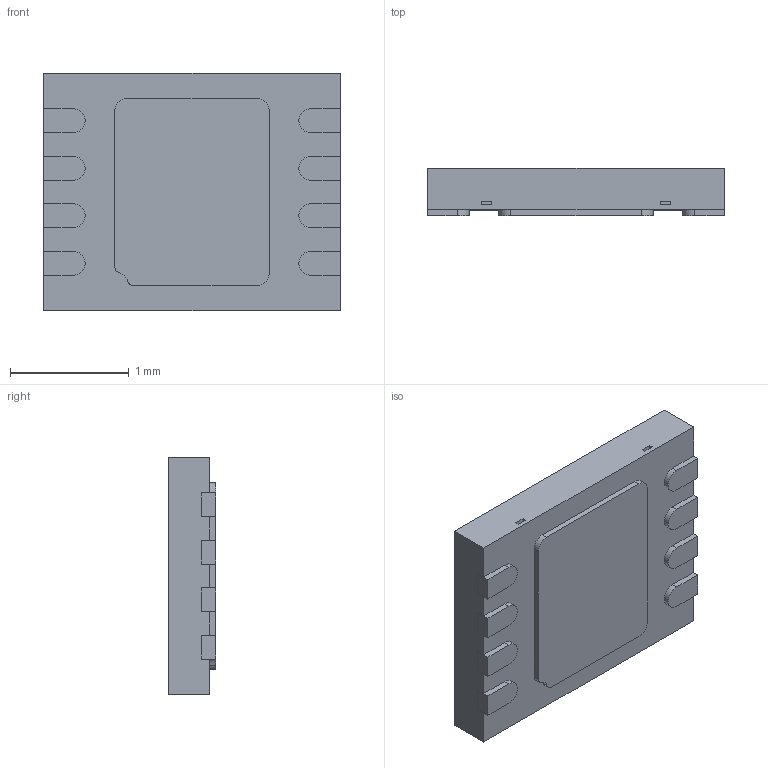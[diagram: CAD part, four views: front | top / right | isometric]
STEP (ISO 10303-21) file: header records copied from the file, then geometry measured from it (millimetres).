
FILE_DESCRIPTION (( 'STEP AP214' ), '1' );
FILE_NAME ('MLX90397RLQ-AAA-000-RE.STEP', '2024-07-04T17:02:15', ( '' ), ( '' ), 'SwSTEP 2.0', 'SolidWorks 2021', '' );
FILE_SCHEMA (( 'AUTOMOTIVE_DESIGN' ));
Length unit declared in the file: millimetre
Products named in the file (1): MLX90397RLQ-AAA-000-RE
Bounding box: 2.5 x 0.4 x 2 mm (x, y, z)
Volume: 1.9 mm3; surface area: 21 mm2
Topology: 11 solids, 11 shells, 136 faces, 324 edges, 216 vertices
Faces by surface type: plane 104, cylinder 32
Entity records: 4036 total; most frequent: CARTESIAN_POINT 677, DIRECTION 662, ORIENTED_EDGE 648, EDGE_CURVE 324, LINE 260, VECTOR 260, VERTEX_POINT 216, AXIS2_PLACEMENT_3D 201
